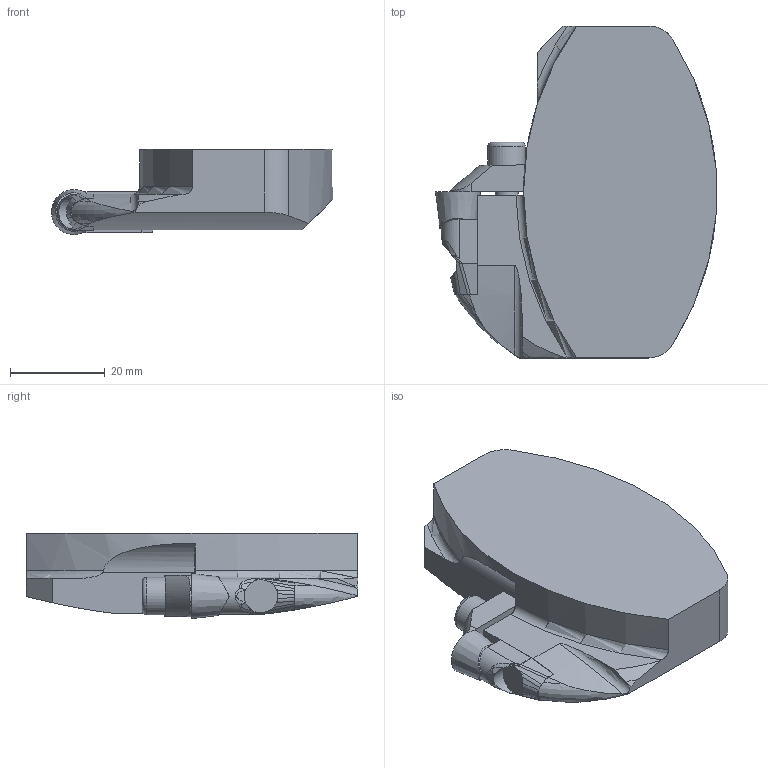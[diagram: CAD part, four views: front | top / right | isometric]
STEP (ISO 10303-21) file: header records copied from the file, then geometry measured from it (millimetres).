
FILE_DESCRIPTION(/* description */ (''),/* implementation_level */ '2;1');
FILE_NAME(/* name */ '1637578704088.stp',/* time_stamp */ '2021-11-22T16:28:40+06:00',/* author */ (''),/* organization */ ('SMS'),/* preprocessor_version */ 'ST-DEVELOPER v16.7',/* originating_system */ 'SIEMENS PLM Software NX 12.0',/* authorisation */ '');
FILE_SCHEMA (('AUTOMOTIVE_DESIGN { 1 0 10303 214 3 1 1 1 }'));
Length unit declared in the file: millimetre
Products named in the file (4): 203686281mod000_00; ASSEMBLY_CONSTRUCTION; 203700722mod000_01; 203700723mod000_01
Assembly tree (3 placements, depth 2):
  203700723mod000_01
    203700722mod000_01
    ASSEMBLY_CONSTRUCTION
    203686281mod000_00
Bounding box: 59.33 x 70 x 18 mm (x, y, z)
Volume: 42130.5 mm3; surface area: 9644.5 mm2
Topology: 2 solids, 2 shells, 92 faces, 245 edges, 166 vertices
Faces by surface type: plane 47, cylinder 25, bspline 9, revolution 6, torus 4, cone 1
Full cylindrical faces by diameter (mm): 4.826 x1, 7.9 x1
Entity records: 3526 total; most frequent: CARTESIAN_POINT 1078, ORIENTED_EDGE 478, DIRECTION 464, EDGE_CURVE 239, AXIS2_PLACEMENT_3D 173, VERTEX_POINT 156, LINE 112, VECTOR 112
